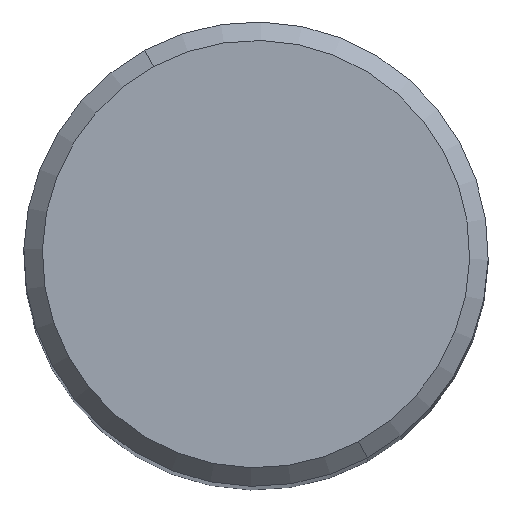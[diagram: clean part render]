
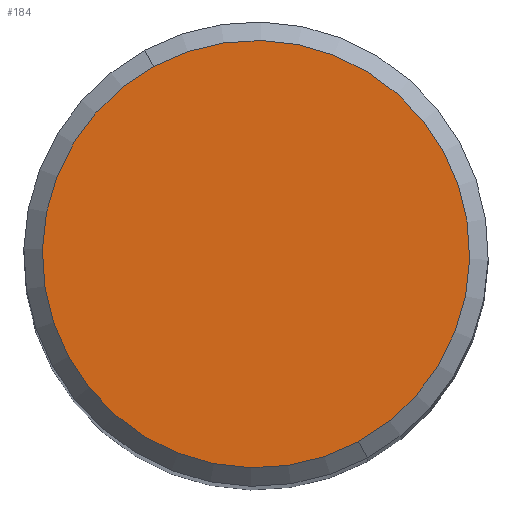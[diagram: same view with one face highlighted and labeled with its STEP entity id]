
A CAD part, top view. The second image highlights one B-rep face of the part: STEP entity #184.
In plain terms, the highlighted planar face has unit normal (0, 0, 1).
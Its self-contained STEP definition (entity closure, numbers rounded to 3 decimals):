
#39=AXIS2_PLACEMENT_3D('Circle Axis2P3D',#37,#38,$) ;
#74=AXIS2_PLACEMENT_3D('Circle Axis2P3D',#72,#73,$) ;
#178=AXIS2_PLACEMENT_3D('Plane Axis2P3D',#175,#176,#177) ;
#37=CARTESIAN_POINT('Axis2P3D Location',(0.,0.,0.)) ;
#41=CARTESIAN_POINT('Vertex',(5.513,-10.092,0.)) ;
#43=CARTESIAN_POINT('Vertex',(-5.513,10.092,0.)) ;
#72=CARTESIAN_POINT('Axis2P3D Location',(0.,0.,0.)) ;
#175=CARTESIAN_POINT('Axis2P3D Location',(0.,-11.5,0.)) ;
#38=DIRECTION('Axis2P3D Direction',(0.,0.,-1.)) ;
#73=DIRECTION('Axis2P3D Direction',(0.,0.,-1.)) ;
#176=DIRECTION('Axis2P3D Direction',(0.,0.,1.)) ;
#177=DIRECTION('Axis2P3D XDirection',(1.,0.,0.)) ;
#181=ORIENTED_EDGE('',*,*,#45,.T.) ;
#182=ORIENTED_EDGE('',*,*,#76,.T.) ;
#184=ADVANCED_FACE('NO_CUT',(#183),#179,.T.) ;
#40=CIRCLE('generated circle',#39,11.5) ;
#75=CIRCLE('generated circle',#74,11.5) ;
#45=EDGE_CURVE('',#42,#44,#40,.F.) ;
#76=EDGE_CURVE('',#44,#42,#75,.F.) ;
#180=EDGE_LOOP('',(#181,#182)) ;
#183=FACE_OUTER_BOUND('',#180,.T.) ;
#179=PLANE('',#178) ;
#42=VERTEX_POINT('',#41) ;
#44=VERTEX_POINT('',#43) ;
